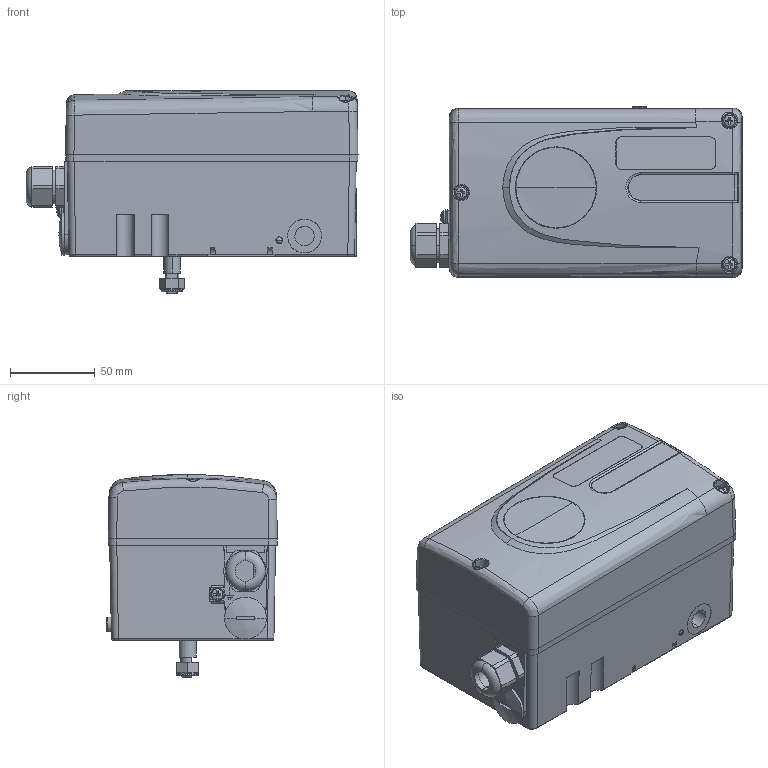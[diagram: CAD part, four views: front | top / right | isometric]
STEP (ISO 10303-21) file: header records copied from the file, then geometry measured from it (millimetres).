
FILE_DESCRIPTION (( 'STEP AP214' ), '1' );
FILE_NAME ('D20_std_180410_39 spindle.STEP', '2018-04-10T12:52:07', ( '' ), ( '' ), 'SwSTEP 2.0', 'SolidWorks 2017', '' );
FILE_SCHEMA (( 'AUTOMOTIVE_DESIGN' ));
Length unit declared in the file: millimetre
Products named in the file (1): D20_std_180410_39 spindle
Bounding box: 196.35 x 100.93 x 119.87 mm (x, y, z)
Volume: 367141.2 mm3; surface area: 230638.2 mm2
Topology: 24 solids, 24 shells, 1689 faces, 4408 edges, 2811 vertices
Faces by surface type: plane 739, cone 435, cylinder 364, bspline 81, torus 66, sphere 4
Entity records: 69883 total; most frequent: CARTESIAN_POINT 29649, ORIENTED_EDGE 8670, DIRECTION 7383, EDGE_CURVE 4335, VERTEX_POINT 2808, AXIS2_PLACEMENT_3D 2624, VECTOR 2135, LINE 2135
